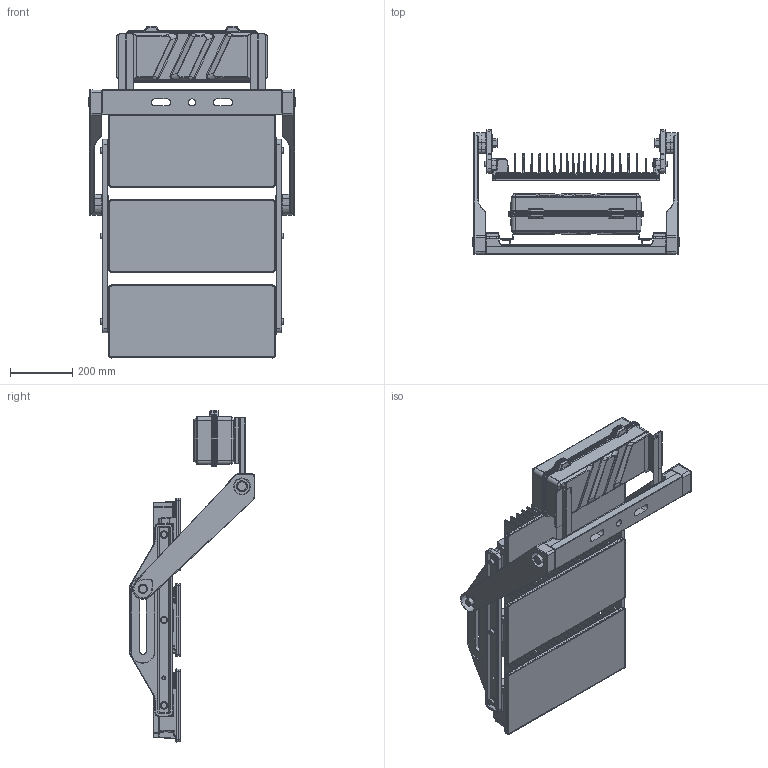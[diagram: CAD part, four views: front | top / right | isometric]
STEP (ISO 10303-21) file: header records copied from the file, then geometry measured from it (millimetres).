
FILE_DESCRIPTION (( 'STEP AP214' ), '1' );
FILE_NAME ('FL_MAX_G2_1800.STEP', '2025-09-19T11:47:26', ( '' ), ( '' ), 'SwSTEP 2.0', 'SolidWorks 2024', '' );
FILE_SCHEMA (( 'AUTOMOTIVE_DESIGN' ));
Length unit declared in the file: millimetre
Products named in the file (1): FL_MAX_G2_1800
Bounding box: 666 x 401.43 x 1068.28 mm (x, y, z)
Volume: 12424615.3 mm3; surface area: 4716544 mm2
Topology: 31 solids, 35 shells, 6785 faces, 15501 edges, 8844 vertices
Faces by surface type: cylinder 3001, bspline 1850, plane 1289, sphere 278, torus 195, cone 172
Full cylindrical faces by diameter (mm): 12 x6, 13.25 x3, 13.558 x2, 14 x3, 15.933 x2, 16.948 x2, 18 x8, 20.895 x1, 23.274 x2, 24.9 x2, 29.274 x2, 30 x4, 36 x2
Entity records: 374132 total; most frequent: CARTESIAN_POINT 235427, ORIENTED_EDGE 30844, DIRECTION 26359, EDGE_CURVE 15422, AXIS2_PLACEMENT_3D 9898, VERTEX_POINT 8823, EDGE_LOOP 6947, FACE_OUTER_BOUND 6824
